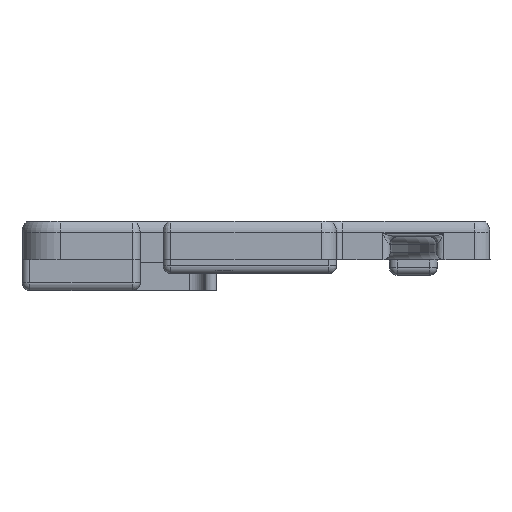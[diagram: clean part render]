
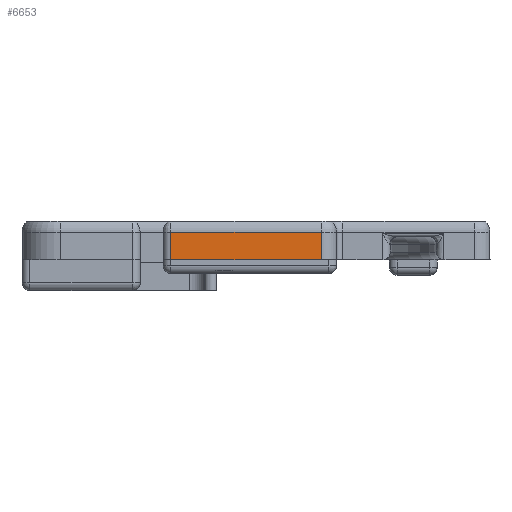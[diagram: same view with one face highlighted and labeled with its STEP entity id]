
A CAD part, left-side view. The second image highlights one B-rep face of the part: STEP entity #6653.
In plain terms, the highlighted planar face has unit normal (-1, 0, 0).
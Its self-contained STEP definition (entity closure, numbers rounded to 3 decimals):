
#869=FACE_OUTER_BOUND('',#1298,.T.);
#1298=EDGE_LOOP('',(#5024,#5025,#5026,#5027));
#1757=LINE('',#10730,#2335);
#1806=LINE('',#10950,#2384);
#1807=LINE('',#10952,#2385);
#1808=LINE('',#10953,#2386);
#2335=VECTOR('',#8358,10.);
#2384=VECTOR('',#8593,10.);
#2385=VECTOR('',#8594,10.);
#2386=VECTOR('',#8595,10.);
#2927=VERTEX_POINT('',#10727);
#2928=VERTEX_POINT('',#10729);
#2971=VERTEX_POINT('',#10949);
#2972=VERTEX_POINT('',#10951);
#3612=EDGE_CURVE('',#2927,#2928,#1757,.T.);
#3708=EDGE_CURVE('',#2971,#2927,#1806,.T.);
#3709=EDGE_CURVE('',#2972,#2971,#1807,.T.);
#3710=EDGE_CURVE('',#2928,#2972,#1808,.T.);
#5024=ORIENTED_EDGE('',*,*,#3708,.F.);
#5025=ORIENTED_EDGE('',*,*,#3709,.F.);
#5026=ORIENTED_EDGE('',*,*,#3710,.F.);
#5027=ORIENTED_EDGE('',*,*,#3612,.F.);
#6401=PLANE('',#7232);
#6653=ADVANCED_FACE('',(#869),#6401,.T.);
#7232=AXIS2_PLACEMENT_3D('',#10948,#8591,#8592);
#8358=DIRECTION('',(0.,-1.,0.));
#8591=DIRECTION('center_axis',(-1.,0.,0.));
#8592=DIRECTION('ref_axis',(0.,-1.,0.));
#8593=DIRECTION('',(0.,0.,1.));
#8594=DIRECTION('',(0.,1.,0.));
#8595=DIRECTION('',(0.,0.,-1.));
#10727=CARTESIAN_POINT('',(-78.,3.6,-34.524));
#10729=CARTESIAN_POINT('',(-78.,-16.,-34.524));
#10730=CARTESIAN_POINT('',(-78.,15.093,-34.524));
#10948=CARTESIAN_POINT('Origin',(-78.,22.677,-38.096));
#10949=CARTESIAN_POINT('',(-78.,3.6,-38.096));
#10950=CARTESIAN_POINT('',(-78.,3.6,-37.096));
#10951=CARTESIAN_POINT('',(-78.,-16.,-38.096));
#10952=CARTESIAN_POINT('',(-78.,7.508,-38.096));
#10953=CARTESIAN_POINT('',(-78.,-16.,-38.096));
